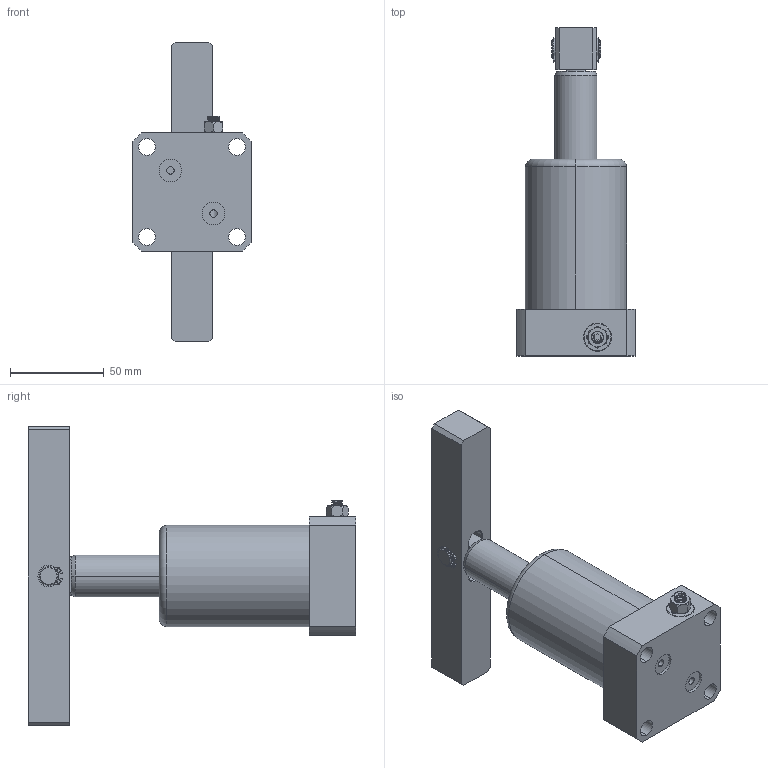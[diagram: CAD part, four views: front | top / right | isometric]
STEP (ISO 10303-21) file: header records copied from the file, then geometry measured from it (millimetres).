
FILE_DESCRIPTION (( 'STEP AP203' ), '1' );
FILE_NAME ('chs-mf40d-e_asm.STEP', '2019-04-19T01:38:11', ( '' ), ( '' ), 'SwSTEP 2.0', 'SolidWorks 2017', '' );
FILE_SCHEMA (( 'CONFIG_CONTROL_DESIGN' ));
Length unit declared in the file: millimetre
Products named in the file (10): CHS-TXF-01_3; M6_3; CHS-40D-02-E_1; CHS-MF40-TXF-02_3; CHS-MF40-TXF-03_3; XIAO; 12轴用挡圈; chs-mf40d-e_asm; CHS-MF40-11-30-BT; CHS-40D-01_7
Assembly tree (10 placements, depth 2):
  chs-mf40d-e_asm
    CHS-MF40-11-30-BT
    CHS-40D-02-E_1
    CHS-TXF-01_3
    CHS-MF40-TXF-03_3
    CHS-MF40-TXF-02_3
    M6_3
    CHS-40D-01_7
    XIAO
    12轴用挡圈  x2
Bounding box: 63 x 175 x 160 mm (x, y, z)
Volume: 315496.1 mm3; surface area: 76520.4 mm2
Topology: 11 solids, 11 shells, 408 faces, 1025 edges, 655 vertices
Faces by surface type: cylinder 208, plane 97, cone 70, bspline 31, torus 2
Entity records: 21802 total; most frequent: CARTESIAN_POINT 11973, ORIENTED_EDGE 1890, DIRECTION 1689, EDGE_CURVE 945, AXIS2_PLACEMENT_3D 664, VERTEX_POINT 611, EDGE_LOOP 444, ADVANCED_FACE 384
